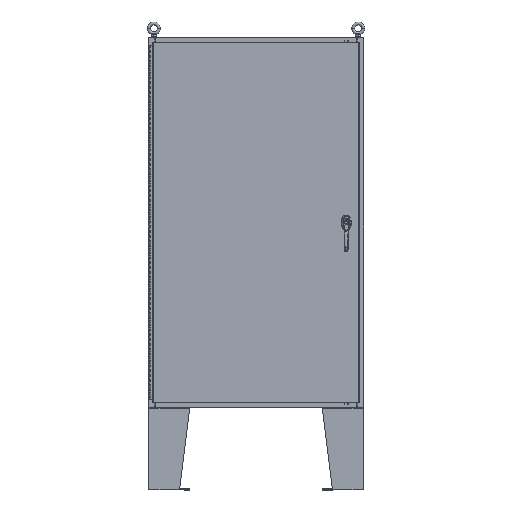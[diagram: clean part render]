
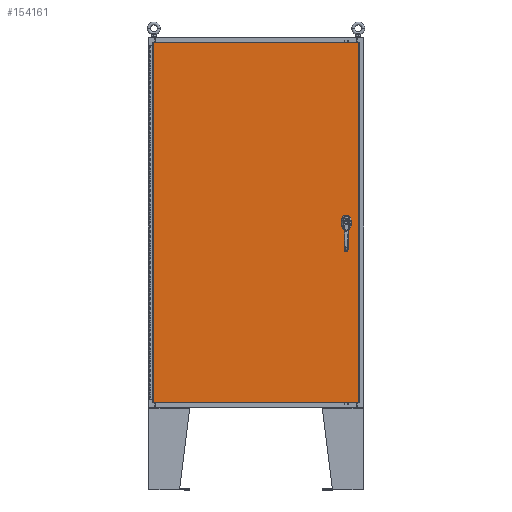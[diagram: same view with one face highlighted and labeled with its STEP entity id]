
A CAD part, top view. The second image highlights one B-rep face of the part: STEP entity #154161.
In plain terms, the highlighted planar face has unit normal (0, 0, 1).
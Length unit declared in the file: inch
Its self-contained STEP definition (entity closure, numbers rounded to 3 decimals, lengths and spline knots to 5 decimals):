
#654 = CIRCLE ( 'NONE', #69297, 0.45 ) ;
#978 = AXIS2_PLACEMENT_3D ( 'NONE', #154086, #10431, #94372 ) ;
#1381 = EDGE_CURVE ( 'NONE', #152133, #96882, #13327, .T. ) ;
#1672 = ORIENTED_EDGE ( 'NONE', *, *, #114232, .T. ) ;
#2046 = EDGE_CURVE ( 'NONE', #75639, #42665, #84498, .T. ) ;
#5150 = DIRECTION ( 'NONE',  ( 0., 1., 0. ) ) ;
#5561 = CIRCLE ( 'NONE', #150141, 0.45 ) ;
#5930 = FACE_BOUND ( 'NONE', #26003, .T. ) ;
#7431 = CARTESIAN_POINT ( 'NONE',  ( 17.77823, -0.403, 0. ) ) ;
#7467 = LINE ( 'NONE', #90869, #31891 ) ;
#8283 = CARTESIAN_POINT ( 'NONE',  ( -19.9903, 35.0063, 0. ) ) ;
#8367 = DIRECTION ( 'NONE',  ( 1., 0., 0. ) ) ;
#8943 = LINE ( 'NONE', #8283, #104668 ) ;
#9768 = CARTESIAN_POINT ( 'NONE',  ( 17.981, 0.20023, 0. ) ) ;
#10164 = VERTEX_POINT ( 'NONE', #45911 ) ;
#10431 = DIRECTION ( 'NONE',  ( 0., 0., -1. ) ) ;
#11937 = VECTOR ( 'NONE', #5150, 39.37008 ) ;
#13207 = DIRECTION ( 'NONE',  ( 0., 0., 1. ) ) ;
#13327 = LINE ( 'NONE', #85999, #80862 ) ;
#14471 = DIRECTION ( 'NONE',  ( 0., 0., 1. ) ) ;
#16922 = DIRECTION ( 'NONE',  ( -1., 0., 0. ) ) ;
#18855 = CIRCLE ( 'NONE', #145335, 0.1715 ) ;
#21715 = CARTESIAN_POINT ( 'NONE',  ( 17.578, 0., 0. ) ) ;
#26003 = EDGE_LOOP ( 'NONE', ( #132303, #140241 ) ) ;
#26225 = EDGE_LOOP ( 'NONE', ( #105065, #27154, #60610, #41288, #66424, #140764, #98491, #73017 ) ) ;
#27154 = ORIENTED_EDGE ( 'NONE', *, *, #2046, .F. ) ;
#28203 = DIRECTION ( 'NONE',  ( 0., 0., 1. ) ) ;
#29959 = DIRECTION ( 'NONE',  ( 1., 0., 0. ) ) ;
#30285 = DIRECTION ( 'NONE',  ( 0., 0., 1. ) ) ;
#31891 = VECTOR ( 'NONE', #150575, 39.37008 ) ;
#32779 = DIRECTION ( 'NONE',  ( -1., 0., 0. ) ) ;
#33592 = EDGE_CURVE ( 'NONE', #152151, #101937, #128591, .T. ) ;
#34203 = CARTESIAN_POINT ( 'NONE',  ( 19.9903, -35.0063, 0. ) ) ;
#34422 = VERTEX_POINT ( 'NONE', #146869 ) ;
#34725 = ORIENTED_EDGE ( 'NONE', *, *, #81399, .T. ) ;
#37888 = VECTOR ( 'NONE', #70265, 39.37008 ) ;
#37923 = CARTESIAN_POINT ( 'NONE',  ( 17.77823, 0.403, 0. ) ) ;
#41288 = ORIENTED_EDGE ( 'NONE', *, *, #49062, .F. ) ;
#42665 = VERTEX_POINT ( 'NONE', #60763 ) ;
#43272 = CARTESIAN_POINT ( 'NONE',  ( 17.578, 0., 0. ) ) ;
#43691 = CARTESIAN_POINT ( 'NONE',  ( 17.37777, 0.403, 0. ) ) ;
#45911 = CARTESIAN_POINT ( 'NONE',  ( 19.9903, 35.0063, 0. ) ) ;
#46132 = CARTESIAN_POINT ( 'NONE',  ( -19.9903, -35.0063, 0. ) ) ;
#48027 = DIRECTION ( 'NONE',  ( 1., 0., 0. ) ) ;
#49062 = EDGE_CURVE ( 'NONE', #148686, #67509, #5561, .T. ) ;
#55334 = DIRECTION ( 'NONE',  ( 1., 0., 0. ) ) ;
#60134 = CARTESIAN_POINT ( 'NONE',  ( 17.7495, -1.338, 0. ) ) ;
#60610 = ORIENTED_EDGE ( 'NONE', *, *, #135509, .F. ) ;
#60763 = CARTESIAN_POINT ( 'NONE',  ( 17.981, -0.20023, 0. ) ) ;
#66069 = FACE_OUTER_BOUND ( 'NONE', #118811, .T. ) ;
#66424 = ORIENTED_EDGE ( 'NONE', *, *, #99481, .F. ) ;
#67509 = VERTEX_POINT ( 'NONE', #152374 ) ;
#69297 = AXIS2_PLACEMENT_3D ( 'NONE', #152038, #80244, #8367 ) ;
#70265 = DIRECTION ( 'NONE',  ( 1., 0., 0. ) ) ;
#70274 = PLANE ( 'NONE',  #978 ) ;
#73017 = ORIENTED_EDGE ( 'NONE', *, *, #123639, .F. ) ;
#73573 = FACE_BOUND ( 'NONE', #26225, .T. ) ;
#75639 = VERTEX_POINT ( 'NONE', #7431 ) ;
#75804 = VERTEX_POINT ( 'NONE', #34203 ) ;
#77626 = EDGE_CURVE ( 'NONE', #132340, #75804, #133493, .T. ) ;
#78430 = ORIENTED_EDGE ( 'NONE', *, *, #77626, .T. ) ;
#79457 = LINE ( 'NONE', #148811, #11937 ) ;
#80169 = DIRECTION ( 'NONE',  ( 0., -1., 0. ) ) ;
#80244 = DIRECTION ( 'NONE',  ( 0., 0., 1. ) ) ;
#80862 = VECTOR ( 'NONE', #32779, 39.37008 ) ;
#81399 = EDGE_CURVE ( 'NONE', #10164, #34422, #145846, .T. ) ;
#84498 = CIRCLE ( 'NONE', #150441, 0.45 ) ;
#85038 = CARTESIAN_POINT ( 'NONE',  ( 17.578, -1.338, 0. ) ) ;
#85870 = VECTOR ( 'NONE', #16922, 39.37008 ) ;
#85999 = CARTESIAN_POINT ( 'NONE',  ( 0., 0.403, 0. ) ) ;
#86308 = CARTESIAN_POINT ( 'NONE',  ( 17.578, -1.338, 0. ) ) ;
#90144 = CARTESIAN_POINT ( 'NONE',  ( 17.175, -0.20023, 0. ) ) ;
#90358 = VERTEX_POINT ( 'NONE', #9768 ) ;
#90869 = CARTESIAN_POINT ( 'NONE',  ( 17.981, 0., 0. ) ) ;
#94372 = DIRECTION ( 'NONE',  ( -1., 0., 0. ) ) ;
#96545 = CARTESIAN_POINT ( 'NONE',  ( 17.175, 0., 0. ) ) ;
#96882 = VERTEX_POINT ( 'NONE', #43691 ) ;
#97107 = DIRECTION ( 'NONE',  ( 1., 0., 0. ) ) ;
#98373 = DIRECTION ( 'NONE',  ( 1., 0., 0. ) ) ;
#98491 = ORIENTED_EDGE ( 'NONE', *, *, #1381, .F. ) ;
#99481 = EDGE_CURVE ( 'NONE', #148106, #148686, #103966, .T. ) ;
#99991 = CARTESIAN_POINT ( 'NONE',  ( 17.578, 0., 0. ) ) ;
#100298 = CARTESIAN_POINT ( 'NONE',  ( 19.9903, 35.0063, 0. ) ) ;
#101937 = VERTEX_POINT ( 'NONE', #60134 ) ;
#103966 = LINE ( 'NONE', #96545, #107780 ) ;
#104668 = VECTOR ( 'NONE', #80169, 39.37008 ) ;
#105065 = ORIENTED_EDGE ( 'NONE', *, *, #144519, .T. ) ;
#105519 = CARTESIAN_POINT ( 'NONE',  ( -19.9903, -35.0063, 0. ) ) ;
#107780 = VECTOR ( 'NONE', #144169, 39.37008 ) ;
#107788 = CARTESIAN_POINT ( 'NONE',  ( 0., -0.403, 0. ) ) ;
#108712 = EDGE_CURVE ( 'NONE', #34422, #132340, #8943, .T. ) ;
#112116 = DIRECTION ( 'NONE',  ( 1., 0., 0. ) ) ;
#114232 = EDGE_CURVE ( 'NONE', #75804, #10164, #79457, .T. ) ;
#114921 = VECTOR ( 'NONE', #48027, 39.37008 ) ;
#118811 = EDGE_LOOP ( 'NONE', ( #78430, #1672, #34725, #142430 ) ) ;
#119910 = CIRCLE ( 'NONE', #121037, 0.45 ) ;
#121037 = AXIS2_PLACEMENT_3D ( 'NONE', #99991, #28203, #112116 ) ;
#122307 = CARTESIAN_POINT ( 'NONE',  ( 17.4065, -1.338, 0. ) ) ;
#123639 = EDGE_CURVE ( 'NONE', #90358, #152133, #119910, .T. ) ;
#126776 = EDGE_CURVE ( 'NONE', #101937, #152151, #18855, .T. ) ;
#127142 = DIRECTION ( 'NONE',  ( 0., 0., 1. ) ) ;
#128493 = CARTESIAN_POINT ( 'NONE',  ( 17.175, 0.20023, 0. ) ) ;
#128591 = CIRCLE ( 'NONE', #131775, 0.1715 ) ;
#131775 = AXIS2_PLACEMENT_3D ( 'NONE', #86308, #14471, #98373 ) ;
#132303 = ORIENTED_EDGE ( 'NONE', *, *, #126776, .F. ) ;
#132340 = VERTEX_POINT ( 'NONE', #105519 ) ;
#133493 = LINE ( 'NONE', #46132, #37888 ) ;
#135509 = EDGE_CURVE ( 'NONE', #67509, #75639, #150520, .T. ) ;
#140241 = ORIENTED_EDGE ( 'NONE', *, *, #33592, .F. ) ;
#140764 = ORIENTED_EDGE ( 'NONE', *, *, #152505, .F. ) ;
#142430 = ORIENTED_EDGE ( 'NONE', *, *, #108712, .T. ) ;
#144169 = DIRECTION ( 'NONE',  ( 0., -1., 0. ) ) ;
#144519 = EDGE_CURVE ( 'NONE', #90358, #42665, #7467, .T. ) ;
#145335 = AXIS2_PLACEMENT_3D ( 'NONE', #85038, #13207, #97107 ) ;
#145846 = LINE ( 'NONE', #100298, #85870 ) ;
#146869 = CARTESIAN_POINT ( 'NONE',  ( -19.9903, 35.0063, 0. ) ) ;
#148106 = VERTEX_POINT ( 'NONE', #128493 ) ;
#148686 = VERTEX_POINT ( 'NONE', #90144 ) ;
#148811 = CARTESIAN_POINT ( 'NONE',  ( 19.9903, -35.0063, 0. ) ) ;
#150141 = AXIS2_PLACEMENT_3D ( 'NONE', #43272, #127142, #55334 ) ;
#150441 = AXIS2_PLACEMENT_3D ( 'NONE', #21715, #30285, #29959 ) ;
#150520 = LINE ( 'NONE', #107788, #114921 ) ;
#150575 = DIRECTION ( 'NONE',  ( 0., -1., 0. ) ) ;
#152038 = CARTESIAN_POINT ( 'NONE',  ( 17.578, 0., 0. ) ) ;
#152133 = VERTEX_POINT ( 'NONE', #37923 ) ;
#152151 = VERTEX_POINT ( 'NONE', #122307 ) ;
#152374 = CARTESIAN_POINT ( 'NONE',  ( 17.37777, -0.403, 0. ) ) ;
#152505 = EDGE_CURVE ( 'NONE', #96882, #148106, #654, .T. ) ;
#154086 = CARTESIAN_POINT ( 'NONE',  ( 0., 0., 0. ) ) ;
#154161 = ADVANCED_FACE ( 'NONE', ( #5930, #66069, #73573 ), #70274, .F. ) ;
